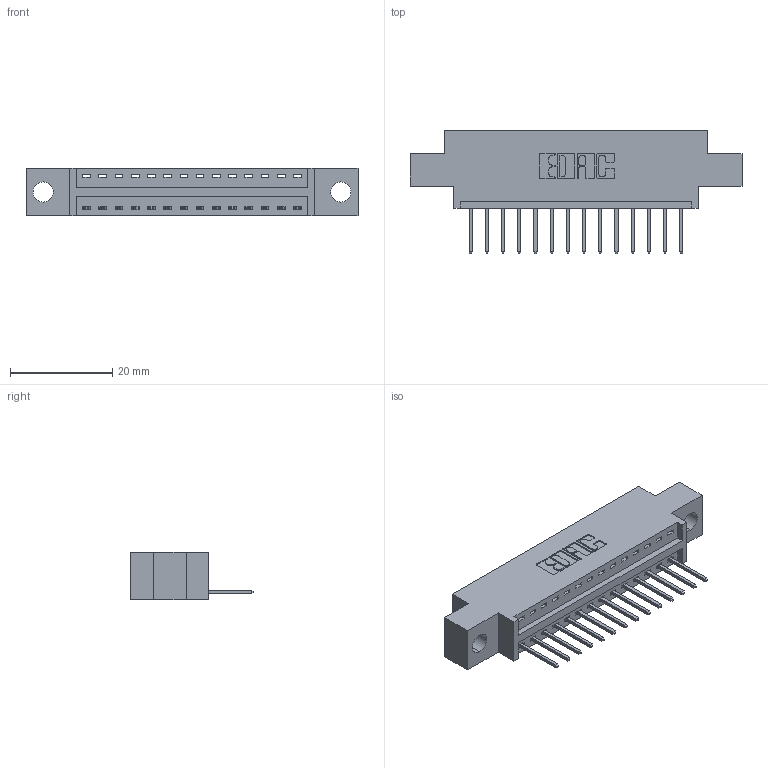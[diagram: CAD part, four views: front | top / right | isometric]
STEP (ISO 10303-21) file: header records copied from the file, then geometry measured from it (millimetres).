
FILE_DESCRIPTION (( 'STEP AP203' ), '1' );
FILE_NAME ('346-014-526-604.STEP', '2022-05-05T06:22:45', ( '' ), ( '' ), 'SwSTEP 2.0', 'SolidWorks 2020', '' );
FILE_SCHEMA (( 'CONFIG_CONTROL_DESIGN' ));
Length unit declared in the file: inch
Products named in the file (3): 345-292-001_345-293-126; 346-014-526-604; 346 Part_0.170 Offset - 0.156 Dia-TH
Assembly tree (15 placements, depth 2):
  346-014-526-604
    346 Part_0.170 Offset - 0.156 Dia-TH
    345-292-001_345-293-126  x14
Bounding box: 65.02 x 24.13 x 9.4 mm (x, y, z)
Volume: 5759.6 mm3; surface area: 6880.6 mm2
Topology: 15 solids, 15 shells, 952 faces, 2841 edges, 1874 vertices
Faces by surface type: plane 654, cylinder 298
Entity records: 13027 total; most frequent: CARTESIAN_POINT 2252, ORIENTED_EDGE 2198, DIRECTION 2019, EDGE_CURVE 1099, LINE 911, VECTOR 911, VERTEX_POINT 730, AXIS2_PLACEMENT_3D 554
